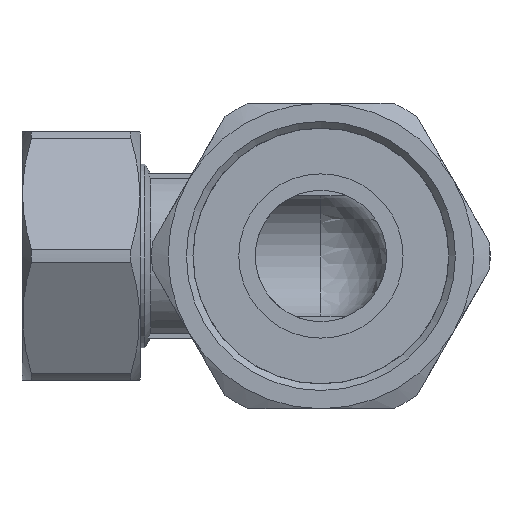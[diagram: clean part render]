
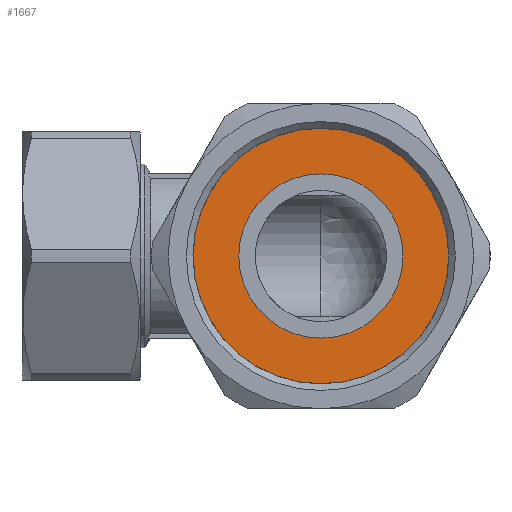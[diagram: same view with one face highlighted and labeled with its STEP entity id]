
A CAD part, left-side view. The second image highlights one B-rep face of the part: STEP entity #1667.
In plain terms, the highlighted face is planar.
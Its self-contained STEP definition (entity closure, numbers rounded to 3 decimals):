
#188=PLANE('',#1978);
#736=ORIENTED_EDGE('',*,*,#950,.F.);
#737=ORIENTED_EDGE('',*,*,#952,.T.);
#950=EDGE_CURVE('',#1099,#1099,#1195,.T.);
#952=EDGE_CURVE('',#1101,#1101,#1197,.T.);
#1099=VERTEX_POINT('',#4958);
#1101=VERTEX_POINT('',#4963);
#1195=CIRCLE('',#1973,12.5);
#1197=CIRCLE('',#1976,19.45);
#1354=EDGE_LOOP('',(#736));
#1355=EDGE_LOOP('',(#737));
#1513=FACE_BOUND('',#1354,.T.);
#1514=FACE_BOUND('',#1355,.T.);
#1667=ADVANCED_FACE('',(#1513,#1514),#188,.T.);
#1973=AXIS2_PLACEMENT_3D('',#4957,#2486,#2487);
#1976=AXIS2_PLACEMENT_3D('',#4962,#2492,#2493);
#1978=AXIS2_PLACEMENT_3D('',#4966,#2496,#2497);
#2486=DIRECTION('',(0.,1.,0.));
#2487=DIRECTION('',(1.,0.,0.));
#2492=DIRECTION('',(0.,1.,0.));
#2493=DIRECTION('',(1.,0.,0.));
#2496=DIRECTION('',(0.,1.,0.));
#2497=DIRECTION('',(0.,0.,1.));
#4957=CARTESIAN_POINT('',(0.,2.,0.));
#4958=CARTESIAN_POINT('',(12.5,2.,0.));
#4962=CARTESIAN_POINT('',(0.,2.,0.));
#4963=CARTESIAN_POINT('',(19.45,2.,0.));
#4966=CARTESIAN_POINT('',(0.,2.,0.));
